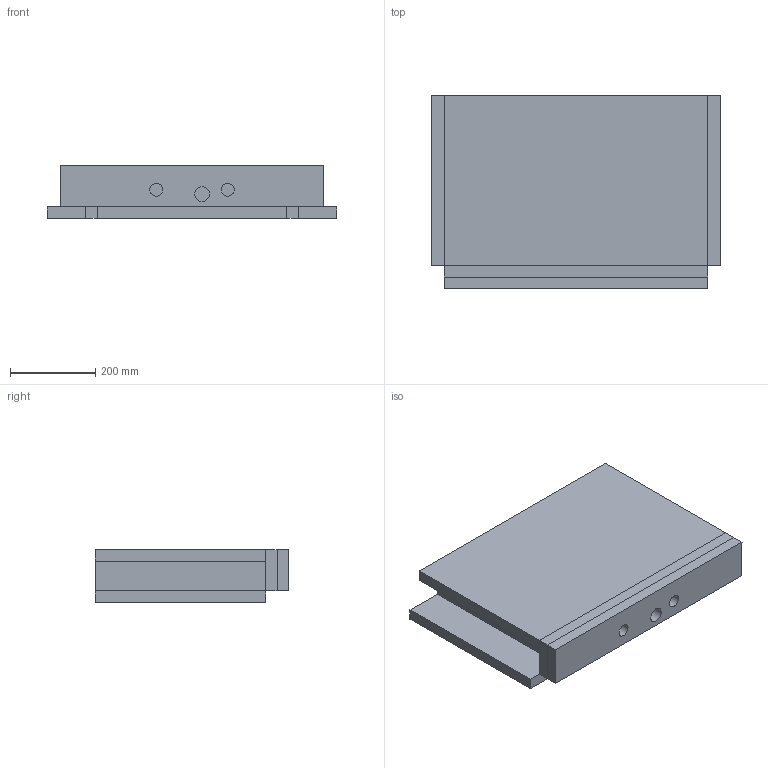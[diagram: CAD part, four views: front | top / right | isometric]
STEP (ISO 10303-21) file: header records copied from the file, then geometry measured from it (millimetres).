
FILE_DESCRIPTION(('FreeCAD Model'),'2;1');
FILE_NAME('Open CASCADE Shape Model','2021-07-11T19:39:58',('Author'),( ''),'Open CASCADE STEP processor 7.5','FreeCAD','Unknown');
FILE_SCHEMA(('AUTOMOTIVE_DESIGN { 1 0 10303 214 1 1 1 1 }'));
Length unit declared in the file: millimetre
Products named in the file (16): Assembly; Arbeitsfläche; Cube; Innen_hinten; Innen_vorne; Cut; Seitenteil; Zange; Klemmfläche
Assembly tree (18 placements, depth 4):
  Assembly
    Arbeitsfläche
      Cube
    Innen_hinten
      Cube
    Innen_vorne
      Cut
    Seitenteil
      Seitenteil  x2
        Cube
    Zange
      Zange  x2
        Cut
    Klemmfläche
      Klemmfläche  x2
        Cube
Bounding box: 680 x 454 x 124 mm (x, y, z)
Volume: 16126465.8 mm3; surface area: 1516483.6 mm2
Topology: 9 solids, 9 shells, 63 faces, 135 edges, 90 vertices
Faces by surface type: plane 54, cylinder 9
Full cylindrical faces by diameter (mm): 30 x6, 35 x3
Entity records: 2707 total; most frequent: CARTESIAN_POINT 427, DIRECTION 398, LINE 246, VECTOR 246, ORIENTED_EDGE 180, PCURVE 180, DEFINITIONAL_REPRESENTATION 180, EDGE_CURVE 90
